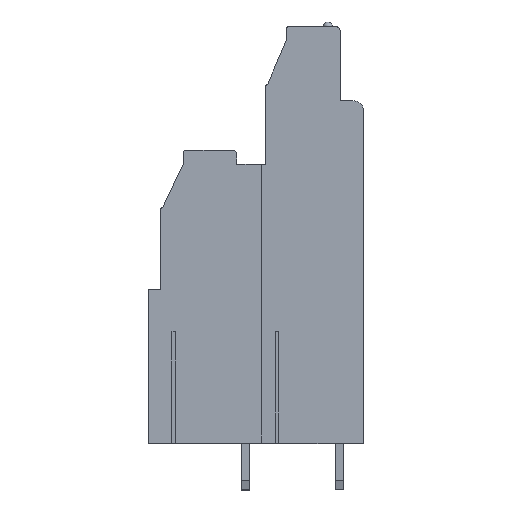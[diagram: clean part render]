
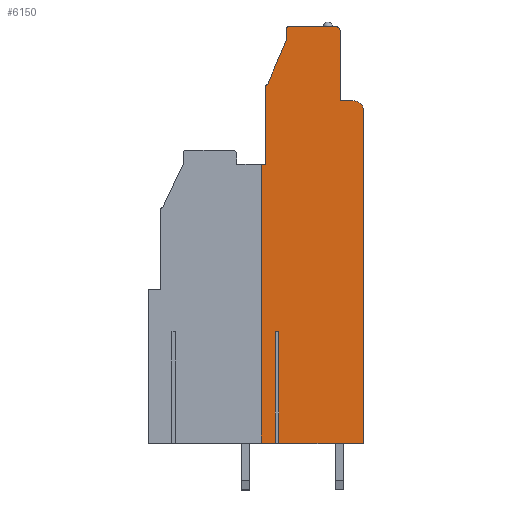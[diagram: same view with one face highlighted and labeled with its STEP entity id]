
A CAD part, top view. The second image highlights one B-rep face of the part: STEP entity #6150.
In plain terms, the highlighted planar face has unit normal (0, 0, 1).
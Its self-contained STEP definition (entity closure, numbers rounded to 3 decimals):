
#13=DIRECTION('',(1.,0.,0.));
#14=VECTOR('',#13,0.38);
#15=CARTESIAN_POINT('',(1.01,-18.05,27.94));
#16=LINE('',#15,#14);
#17=DIRECTION('',(0.,1.,0.));
#18=VECTOR('',#17,11.95);
#19=CARTESIAN_POINT('',(1.01,-30.,27.94));
#20=LINE('',#19,#18);
#21=DIRECTION('',(1.,0.,0.));
#22=VECTOR('',#21,1.51);
#23=CARTESIAN_POINT('',(-0.5,-30.,27.94));
#24=LINE('',#23,#22);
#25=DIRECTION('',(0.,1.,0.));
#26=VECTOR('',#25,30.);
#27=CARTESIAN_POINT('',(-0.5,-30.,27.94));
#28=LINE('',#27,#26);
#29=DIRECTION('',(-1.,0.,0.));
#30=VECTOR('',#29,0.5);
#31=CARTESIAN_POINT('',(0.,0.,27.94));
#32=LINE('',#31,#30);
#33=DIRECTION('',(0.,-1.,0.));
#34=VECTOR('',#33,8.4);
#35=CARTESIAN_POINT('',(0.,8.4,27.94));
#36=LINE('',#35,#34);
#37=CARTESIAN_POINT('',(0.2,8.4,27.94));
#38=DIRECTION('',(0.,0.,1.));
#39=DIRECTION('',(0.,1.,0.));
#40=AXIS2_PLACEMENT_3D('',#37,#38,#39);
#42=DIRECTION('',(-0.392,-0.92,0.));
#43=VECTOR('',#42,5.108);
#44=CARTESIAN_POINT('',(2.2,13.3,27.94));
#45=LINE('',#44,#43);
#46=DIRECTION('',(0.,-1.,0.));
#47=VECTOR('',#46,1.2);
#48=CARTESIAN_POINT('',(2.2,14.5,27.94));
#49=LINE('',#48,#47);
#50=CARTESIAN_POINT('',(2.5,14.5,27.94));
#51=DIRECTION('',(0.,0.,1.));
#52=DIRECTION('',(0.,1.,0.));
#53=AXIS2_PLACEMENT_3D('',#50,#51,#52);
#55=DIRECTION('',(-1.,0.,0.));
#56=VECTOR('',#55,5.);
#57=CARTESIAN_POINT('',(7.5,14.8,27.94));
#58=LINE('',#57,#56);
#59=CARTESIAN_POINT('',(7.5,14.3,27.94));
#60=DIRECTION('',(0.,0.,1.));
#61=DIRECTION('',(1.,0.,0.));
#62=AXIS2_PLACEMENT_3D('',#59,#60,#61);
#64=DIRECTION('',(0.,1.,0.));
#65=VECTOR('',#64,7.5);
#66=CARTESIAN_POINT('',(8.,6.8,27.94));
#67=LINE('',#66,#65);
#68=DIRECTION('',(-1.,0.,0.));
#69=VECTOR('',#68,1.5);
#70=CARTESIAN_POINT('',(9.5,6.8,27.94));
#71=LINE('',#70,#69);
#72=CARTESIAN_POINT('',(9.5,5.8,27.94));
#73=DIRECTION('',(0.,0.,1.));
#74=DIRECTION('',(1.,0.,0.));
#75=AXIS2_PLACEMENT_3D('',#72,#73,#74);
#77=DIRECTION('',(0.,1.,0.));
#78=VECTOR('',#77,35.8);
#79=CARTESIAN_POINT('',(10.5,-30.,27.94));
#80=LINE('',#79,#78);
#81=DIRECTION('',(1.,0.,0.));
#82=VECTOR('',#81,9.11);
#83=CARTESIAN_POINT('',(1.39,-30.,27.94));
#84=LINE('',#83,#82);
#85=DIRECTION('',(0.,1.,0.));
#86=VECTOR('',#85,11.95);
#87=CARTESIAN_POINT('',(1.39,-30.,27.94));
#88=LINE('',#87,#86);
#4703=CARTESIAN_POINT('',(10.5,-30.,27.94));
#4704=CARTESIAN_POINT('',(10.5,5.8,27.94));
#4705=VERTEX_POINT('',#4703);
#4706=VERTEX_POINT('',#4704);
#4707=CARTESIAN_POINT('',(9.5,6.8,27.94));
#4708=VERTEX_POINT('',#4707);
#4709=CARTESIAN_POINT('',(8.,6.8,27.94));
#4710=VERTEX_POINT('',#4709);
#4711=CARTESIAN_POINT('',(8.,14.3,27.94));
#4712=VERTEX_POINT('',#4711);
#4713=CARTESIAN_POINT('',(7.5,14.8,27.94));
#4714=VERTEX_POINT('',#4713);
#4715=CARTESIAN_POINT('',(2.5,14.8,27.94));
#4716=VERTEX_POINT('',#4715);
#4717=CARTESIAN_POINT('',(2.2,14.5,27.94));
#4718=VERTEX_POINT('',#4717);
#4719=CARTESIAN_POINT('',(2.2,13.3,27.94));
#4720=VERTEX_POINT('',#4719);
#4721=CARTESIAN_POINT('',(0.2,8.6,27.94));
#4722=VERTEX_POINT('',#4721);
#4723=CARTESIAN_POINT('',(0.,8.4,27.94));
#4724=VERTEX_POINT('',#4723);
#4725=CARTESIAN_POINT('',(0.,0.,27.94));
#4726=VERTEX_POINT('',#4725);
#4751=CARTESIAN_POINT('',(-0.5,-30.,27.94));
#4752=CARTESIAN_POINT('',(-0.5,0.,27.94));
#4753=VERTEX_POINT('',#4751);
#4754=VERTEX_POINT('',#4752);
#4835=CARTESIAN_POINT('',(1.01,-18.05,27.94));
#4836=CARTESIAN_POINT('',(1.39,-18.05,27.94));
#4837=VERTEX_POINT('',#4835);
#4838=VERTEX_POINT('',#4836);
#4839=CARTESIAN_POINT('',(1.01,-30.,27.94));
#4840=VERTEX_POINT('',#4839);
#4841=CARTESIAN_POINT('',(1.39,-30.,27.94));
#4842=VERTEX_POINT('',#4841);
#6107=CARTESIAN_POINT('',(0.,0.,27.94));
#6108=DIRECTION('',(0.,0.,1.));
#6109=DIRECTION('',(1.,0.,0.));
#6110=AXIS2_PLACEMENT_3D('',#6107,#6108,#6109);
#6111=PLANE('',#6110);
#6113=ORIENTED_EDGE('',*,*,#6112,.F.);
#6115=ORIENTED_EDGE('',*,*,#6114,.F.);
#6117=ORIENTED_EDGE('',*,*,#6116,.F.);
#6119=ORIENTED_EDGE('',*,*,#6118,.T.);
#6121=ORIENTED_EDGE('',*,*,#6120,.F.);
#6123=ORIENTED_EDGE('',*,*,#6122,.F.);
#6125=ORIENTED_EDGE('',*,*,#6124,.F.);
#6127=ORIENTED_EDGE('',*,*,#6126,.F.);
#6129=ORIENTED_EDGE('',*,*,#6128,.F.);
#6131=ORIENTED_EDGE('',*,*,#6130,.F.);
#6133=ORIENTED_EDGE('',*,*,#6132,.F.);
#6135=ORIENTED_EDGE('',*,*,#6134,.F.);
#6137=ORIENTED_EDGE('',*,*,#6136,.F.);
#6139=ORIENTED_EDGE('',*,*,#6138,.F.);
#6141=ORIENTED_EDGE('',*,*,#6140,.F.);
#6143=ORIENTED_EDGE('',*,*,#6142,.F.);
#6145=ORIENTED_EDGE('',*,*,#6144,.F.);
#6147=ORIENTED_EDGE('',*,*,#6146,.T.);
#6148=EDGE_LOOP('',(#6113,#6115,#6117,#6119,#6121,#6123,#6125,#6127,#6129,#6131,
#6133,#6135,#6137,#6139,#6141,#6143,#6145,#6147));
#6149=FACE_OUTER_BOUND('',#6148,.F.);
#41=CIRCLE('',#40,0.2);
#54=CIRCLE('',#53,0.3);
#63=CIRCLE('',#62,0.5);
#76=CIRCLE('',#75,1.);
#6112=EDGE_CURVE('',#4837,#4838,#16,.T.);
#6114=EDGE_CURVE('',#4840,#4837,#20,.T.);
#6116=EDGE_CURVE('',#4753,#4840,#24,.T.);
#6118=EDGE_CURVE('',#4753,#4754,#28,.T.);
#6120=EDGE_CURVE('',#4726,#4754,#32,.T.);
#6122=EDGE_CURVE('',#4724,#4726,#36,.T.);
#6124=EDGE_CURVE('',#4722,#4724,#41,.T.);
#6126=EDGE_CURVE('',#4720,#4722,#45,.T.);
#6128=EDGE_CURVE('',#4718,#4720,#49,.T.);
#6130=EDGE_CURVE('',#4716,#4718,#54,.T.);
#6132=EDGE_CURVE('',#4714,#4716,#58,.T.);
#6134=EDGE_CURVE('',#4712,#4714,#63,.T.);
#6136=EDGE_CURVE('',#4710,#4712,#67,.T.);
#6138=EDGE_CURVE('',#4708,#4710,#71,.T.);
#6140=EDGE_CURVE('',#4706,#4708,#76,.T.);
#6142=EDGE_CURVE('',#4705,#4706,#80,.T.);
#6144=EDGE_CURVE('',#4842,#4705,#84,.T.);
#6146=EDGE_CURVE('',#4842,#4838,#88,.T.);
#6150=ADVANCED_FACE('',(#6149),#6111,.T.);
